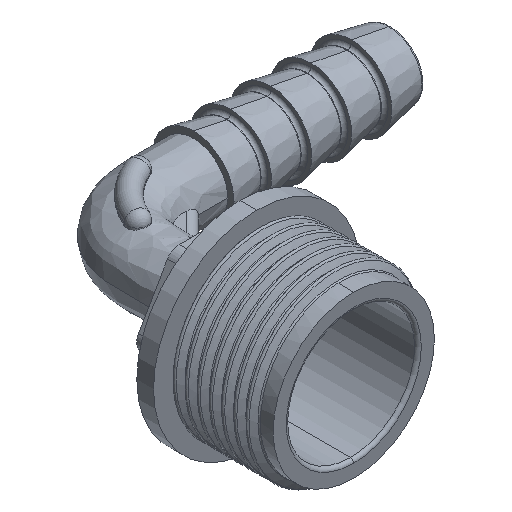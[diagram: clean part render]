
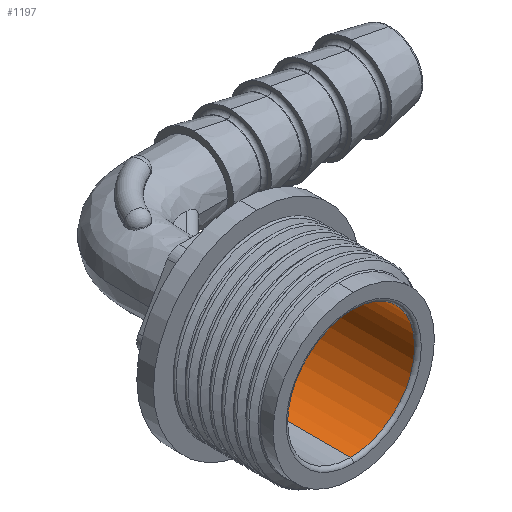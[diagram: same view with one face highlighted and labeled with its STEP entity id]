
A CAD part, isometric view. The second image highlights one B-rep face of the part: STEP entity #1197.
In plain terms, the highlighted cylindrical face has radius 9.6 mm (diameter 19.2 mm), a partial arc.
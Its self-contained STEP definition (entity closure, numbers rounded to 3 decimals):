
#55 = AXIS2_PLACEMENT_3D ( 'NONE', #4450, #4446, #4452 ) ;
#282 = CIRCLE ( 'NONE', #287, 9.6 ) ;
#287 = AXIS2_PLACEMENT_3D ( 'NONE', #7727, #7728, #7729 ) ;
#370 = VECTOR ( 'NONE', #8170, 1000. ) ;
#377 = CIRCLE ( 'NONE', #382, 9.6 ) ;
#382 = AXIS2_PLACEMENT_3D ( 'NONE', #8183, #8184, #8185 ) ;
#389 = VECTOR ( 'NONE', #8200, 1000. ) ;
#1197 = ADVANCED_FACE ( 'NONE', ( #4449 ), #4451, .F. ) ;
#1394 = EDGE_CURVE ( 'NONE', #1586, #1585, #282, .T. ) ;
#1525 = EDGE_LOOP ( 'NONE', ( #1734, #1735, #1736, #2902 ) ) ;
#1582 = VERTEX_POINT ( 'NONE', #7735 ) ;
#1585 = VERTEX_POINT ( 'NONE', #7738 ) ;
#1586 = VERTEX_POINT ( 'NONE', #7739 ) ;
#1587 = VERTEX_POINT ( 'NONE', #7740 ) ;
#1734 = ORIENTED_EDGE ( 'NONE', *, *, #8703, .F. ) ;
#1735 = ORIENTED_EDGE ( 'NONE', *, *, #8698, .T. ) ;
#1736 = ORIENTED_EDGE ( 'NONE', *, *, #8693, .T. ) ;
#2902 = ORIENTED_EDGE ( 'NONE', *, *, #1394, .T. ) ;
#4446 = DIRECTION ( 'NONE',  ( 0., 1., 0. ) ) ;
#4449 = FACE_OUTER_BOUND ( 'NONE', #1525, .T. ) ;
#4450 = CARTESIAN_POINT ( 'NONE',  ( 0., -38.85, 0. ) ) ;
#4451 = CYLINDRICAL_SURFACE ( 'NONE', #55, 9.6 ) ;
#4452 = DIRECTION ( 'NONE',  ( 0., 0., 1. ) ) ;
#7727 = CARTESIAN_POINT ( 'NONE',  ( 0., -24.55, 0. ) ) ;
#7728 = DIRECTION ( 'NONE',  ( 0., 1., 0. ) ) ;
#7729 = DIRECTION ( 'NONE',  ( 0., 0., -1. ) ) ;
#7735 = CARTESIAN_POINT ( 'NONE',  ( 0., -38.35, -9.6 ) ) ;
#7738 = CARTESIAN_POINT ( 'NONE',  ( 0., -24.55, -9.6 ) ) ;
#7739 = CARTESIAN_POINT ( 'NONE',  ( 0., -24.55, 9.6 ) ) ;
#7740 = CARTESIAN_POINT ( 'NONE',  ( 0., -38.35, 9.6 ) ) ;
#8158 = CARTESIAN_POINT ( 'NONE',  ( 0., -38.85, 9.6 ) ) ;
#8164 = LINE ( 'NONE', #8158, #370 ) ;
#8170 = DIRECTION ( 'NONE',  ( 0., 1., 0. ) ) ;
#8183 = CARTESIAN_POINT ( 'NONE',  ( 0., -38.35, 0. ) ) ;
#8184 = DIRECTION ( 'NONE',  ( 0., -1., 0. ) ) ;
#8185 = DIRECTION ( 'NONE',  ( 0., 0., 1. ) ) ;
#8186 = LINE ( 'NONE', #8193, #389 ) ;
#8193 = CARTESIAN_POINT ( 'NONE',  ( 0., -38.85, -9.6 ) ) ;
#8200 = DIRECTION ( 'NONE',  ( 0., 1., 0. ) ) ;
#8693 = EDGE_CURVE ( 'NONE', #1587, #1586, #8164, .T. ) ;
#8698 = EDGE_CURVE ( 'NONE', #1582, #1587, #377, .T. ) ;
#8703 = EDGE_CURVE ( 'NONE', #1582, #1585, #8186, .T. ) ;
